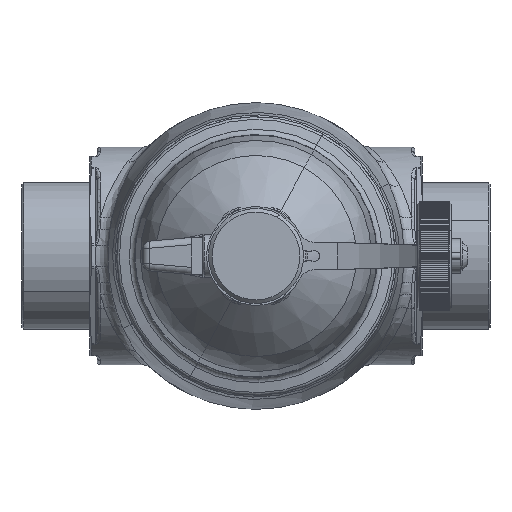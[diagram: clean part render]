
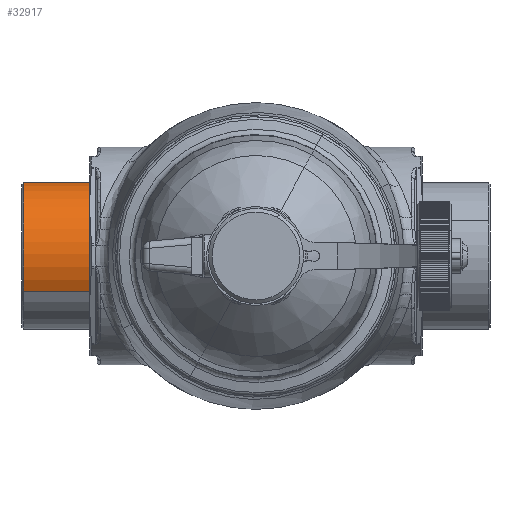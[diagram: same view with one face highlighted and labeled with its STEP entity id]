
A CAD part, front view. The second image highlights one B-rep face of the part: STEP entity #32917.
In plain terms, the highlighted cylindrical face has radius 20.575 mm (diameter 41.15 mm), a partial arc.
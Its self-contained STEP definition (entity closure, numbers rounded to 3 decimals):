
#31332=CARTESIAN_POINT('Vertex',(-65.,-18.056,-9.864)) ;
#31335=CARTESIAN_POINT('Axis2P3D Location',(-65.,0.,0.)) ;
#31339=CARTESIAN_POINT('Vertex',(-65.,18.056,9.864)) ;
#32887=CARTESIAN_POINT('Axis2P3D Location',(-51.468,0.,0.)) ;
#32892=CARTESIAN_POINT('Line Origine',(-55.75,-18.056,-9.864)) ;
#32896=CARTESIAN_POINT('Vertex',(-46.5,-18.056,-9.864)) ;
#32899=CARTESIAN_POINT('Axis2P3D Location',(-46.5,0.,0.)) ;
#32903=CARTESIAN_POINT('Vertex',(-46.5,18.056,9.864)) ;
#32906=CARTESIAN_POINT('Line Origine',(-55.75,18.056,9.864)) ;
#31336=DIRECTION('Axis2P3D Direction',(1.,0.,0.)) ;
#32888=DIRECTION('Axis2P3D Direction',(1.,0.,0.)) ;
#32889=DIRECTION('Axis2P3D XDirection',(0.,0.878,0.479)) ;
#32893=DIRECTION('Vector Direction',(1.,0.,0.)) ;
#32900=DIRECTION('Axis2P3D Direction',(1.,0.,0.)) ;
#32907=DIRECTION('Vector Direction',(1.,0.,0.)) ;
#31337=AXIS2_PLACEMENT_3D('Circle Axis2P3D',#31335,#31336,$) ;
#32890=AXIS2_PLACEMENT_3D('Cylinder Axis2P3D',#32887,#32888,#32889) ;
#32901=AXIS2_PLACEMENT_3D('Circle Axis2P3D',#32899,#32900,$) ;
#32912=ORIENTED_EDGE('',*,*,#32898,.T.) ;
#32913=ORIENTED_EDGE('',*,*,#32905,.F.) ;
#32914=ORIENTED_EDGE('',*,*,#32910,.F.) ;
#32915=ORIENTED_EDGE('',*,*,#31341,.T.) ;
#32894=VECTOR('Line Direction',#32893,1.) ;
#32908=VECTOR('Line Direction',#32907,1.) ;
#32917=ADVANCED_FACE('PartBody',(#32916),#32891,.T.) ;
#31338=CIRCLE('generated circle',#31337,20.575) ;
#32902=CIRCLE('generated circle',#32901,20.575) ;
#32891=CYLINDRICAL_SURFACE('generated cylinder',#32890,20.575) ;
#31341=EDGE_CURVE('',#31340,#31333,#31338,.T.) ;
#32898=EDGE_CURVE('',#31333,#32897,#32895,.T.) ;
#32905=EDGE_CURVE('',#32904,#32897,#32902,.T.) ;
#32910=EDGE_CURVE('',#31340,#32904,#32909,.T.) ;
#32911=EDGE_LOOP('',(#32912,#32913,#32914,#32915)) ;
#32916=FACE_OUTER_BOUND('',#32911,.T.) ;
#32895=LINE('Line',#32892,#32894) ;
#32909=LINE('Line',#32906,#32908) ;
#31333=VERTEX_POINT('',#31332) ;
#31340=VERTEX_POINT('',#31339) ;
#32897=VERTEX_POINT('',#32896) ;
#32904=VERTEX_POINT('',#32903) ;
